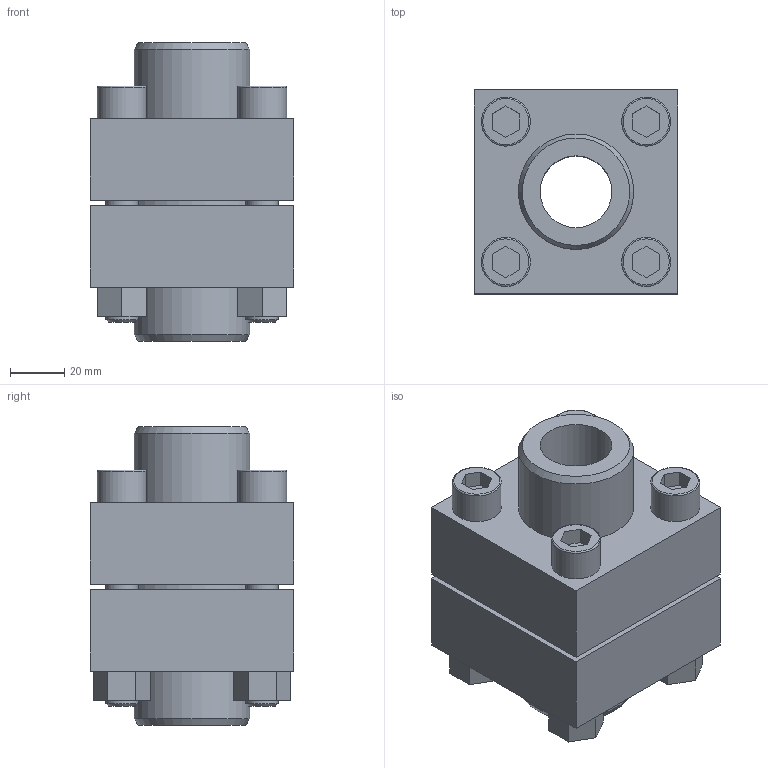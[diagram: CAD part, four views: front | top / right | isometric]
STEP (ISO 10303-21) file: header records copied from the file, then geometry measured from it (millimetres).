
FILE_DESCRIPTION(/* description */ ('STEP AP203'),/* implementation_level */ '2;1');
FILE_NAME(/* name */ 'ISO-Flange Coupling FFK 32-42.4x8-01',/* time_stamp */ '2023-05-02T11:27:18+02:00',/* author */ ('License CC BY-ND 4.0'),/* organization */ ('CADENAS'),/* preprocessor_version */ 'ST-DEVELOPER v19.3',/* originating_system */ 'PARTsolutions',/* authorisation */ ' ');
FILE_SCHEMA (('CONFIG_CONTROL_DESIGN'));
Length unit declared in the file: millimetre
Products named in the file (1): ISO-Flanschkupplung FFK 32-42.4x8-01
Bounding box: 75 x 75 x 110 mm (x, y, z)
Volume: 370575.7 mm3; surface area: 58872.7 mm2
Topology: 1 solids, 1 shells, 116 faces, 263 edges, 174 vertices
Faces by surface type: plane 83, cylinder 21, cone 8, torus 4
Full cylindrical faces by diameter (mm): 12 x8, 18 x4, 26.4 x2, 37.69 x1, 42.4 x4, 44.75 x1, 54 x1
Entity records: 3042 total; most frequent: DIRECTION 510, CARTESIAN_POINT 505, ORIENTED_EDGE 444, EDGE_CURVE 222, EDGE_LOOP 184, FACE_BOUND 184, AXIS2_PLACEMENT_3D 171, LINE 168
